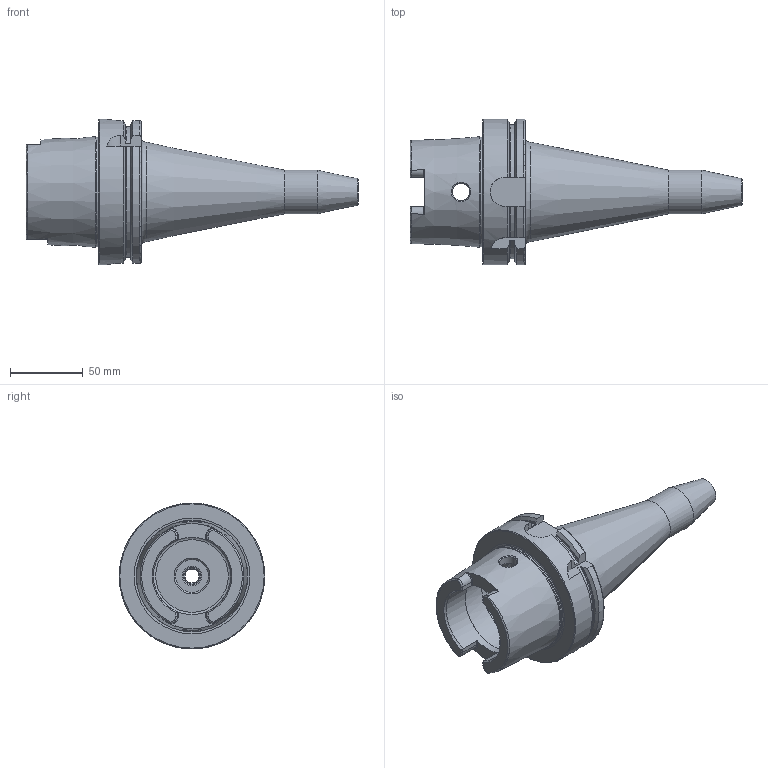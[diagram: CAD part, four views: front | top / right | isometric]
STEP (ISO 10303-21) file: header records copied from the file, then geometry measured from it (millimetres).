
FILE_DESCRIPTION(/* description */ (''),/* implementation_level */ '2;1');
FILE_NAME(/* name */ 'HSK100A-SF.375-7.0T.step',/* time_stamp */ '2026-03-02T09:26:30-06:00',/* author */ (''),/* organization */ (''),/* preprocessor_version */ 'ST-DEVELOPER v20.1',/* originating_system */ 'Autodesk Translation Framework v14.24.0.0',/* authorisation */ '');
FILE_SCHEMA (('AUTOMOTIVE_DESIGN { 1 0 10303 214 3 1 1 }'));
Length unit declared in the file: inch
Products named in the file (1): HSK100A Template
Bounding box: 227.8 x 100 x 100 mm (x, y, z)
Volume: 473102.1 mm3; surface area: 70849.8 mm2
Topology: 1 solids, 1 shells, 113 faces, 305 edges, 197 vertices
Faces by surface type: cylinder 35, plane 32, torus 25, cone 19, bspline 2
Full cylindrical faces by diameter (mm): 9.525 x1, 11.049 x1, 11.989 x2, 22.6 x1, 25 x1, 30.074 x1, 53 x2, 63 x1, 75.164 x1, 100 x1
Entity records: 4805 total; most frequent: CARTESIAN_POINT 1976, ORIENTED_EDGE 610, DIRECTION 576, EDGE_CURVE 305, AXIS2_PLACEMENT_3D 238, VERTEX_POINT 197, EDGE_LOOP 122, CIRCLE 122
